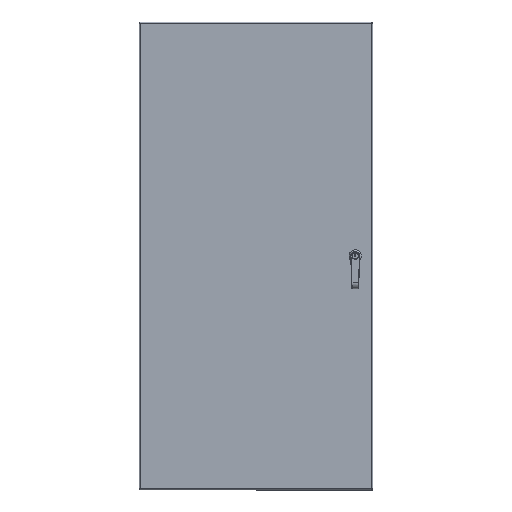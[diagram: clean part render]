
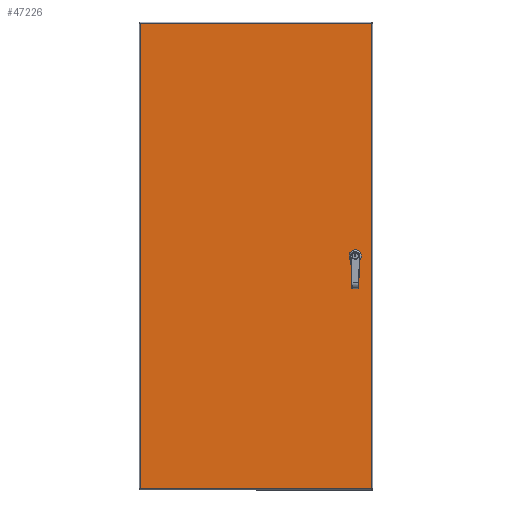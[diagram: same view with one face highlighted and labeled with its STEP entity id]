
A CAD part, front view. The second image highlights one B-rep face of the part: STEP entity #47226.
In plain terms, the highlighted planar face has unit normal (0, -1, 0).
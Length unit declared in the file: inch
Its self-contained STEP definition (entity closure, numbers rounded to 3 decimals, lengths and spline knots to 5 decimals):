
#2212 = ORIENTED_EDGE ( 'NONE', *, *, #74375, .T. ) ;
#2719 = DIRECTION ( 'NONE',  ( 0., 0., -1. ) ) ;
#3437 = EDGE_CURVE ( 'NONE', #43436, #72540, #63237, .T. ) ;
#4715 = VECTOR ( 'NONE', #9955, 39.37008 ) ;
#5405 = EDGE_CURVE ( 'NONE', #17636, #77895, #61587, .T. ) ;
#5979 = LINE ( 'NONE', #54808, #26787 ) ;
#6959 = VERTEX_POINT ( 'NONE', #13592 ) ;
#7491 = DIRECTION ( 'NONE',  ( 0., -1., 0. ) ) ;
#8207 = CARTESIAN_POINT ( 'NONE',  ( 11.865, -8.837, 23.876 ) ) ;
#9955 = DIRECTION ( 'NONE',  ( 0., 0., 1. ) ) ;
#11294 = VECTOR ( 'NONE', #68974, 39.37008 ) ;
#11335 = CARTESIAN_POINT ( 'NONE',  ( 9.946, -8.837, -0.396 ) ) ;
#12397 = CARTESIAN_POINT ( 'NONE',  ( -11.888, -8.837, -23.877 ) ) ;
#13592 = CARTESIAN_POINT ( 'NONE',  ( 9.946, -8.837, 0.395 ) ) ;
#15469 = DIRECTION ( 'NONE',  ( 1., 0., 0. ) ) ;
#16010 = ORIENTED_EDGE ( 'NONE', *, *, #16101, .T. ) ;
#16101 = EDGE_CURVE ( 'NONE', #73224, #47132, #61828, .T. ) ;
#17636 = VERTEX_POINT ( 'NONE', #12397 ) ;
#19641 = VERTEX_POINT ( 'NONE', #20292 ) ;
#20077 = VERTEX_POINT ( 'NONE', #70091 ) ;
#20292 = CARTESIAN_POINT ( 'NONE',  ( 9.7815, -8.837, 0.2305 ) ) ;
#21057 = LINE ( 'NONE', #45284, #48668 ) ;
#21369 = DIRECTION ( 'NONE',  ( 0., 0., -1. ) ) ;
#21518 = ORIENTED_EDGE ( 'NONE', *, *, #36220, .T. ) ;
#22329 = EDGE_LOOP ( 'NONE', ( #2212, #62078, #55893, #35889 ) ) ;
#23245 = EDGE_CURVE ( 'NONE', #43638, #19641, #26511, .T. ) ;
#24989 = CARTESIAN_POINT ( 'NONE',  ( 10.5725, -8.837, -0.2315 ) ) ;
#25296 = CARTESIAN_POINT ( 'NONE',  ( 10.408, -8.837, 0.395 ) ) ;
#26511 = LINE ( 'NONE', #38819, #37669 ) ;
#26526 = LINE ( 'NONE', #75751, #59856 ) ;
#26787 = VECTOR ( 'NONE', #43719, 39.37008 ) ;
#26938 = CARTESIAN_POINT ( 'NONE',  ( 9.946, -8.837, 0.395 ) ) ;
#27589 = CARTESIAN_POINT ( 'NONE',  ( 10.408, -8.837, 0.395 ) ) ;
#27799 = CARTESIAN_POINT ( 'NONE',  ( 10.408, -8.837, 0.395 ) ) ;
#30000 = VERTEX_POINT ( 'NONE', #73867 ) ;
#30777 = LINE ( 'NONE', #11335, #51207 ) ;
#32505 = DIRECTION ( 'NONE',  ( 0.707, 0., 0.707 ) ) ;
#32520 = PLANE ( 'NONE',  #66216 ) ;
#33140 = DIRECTION ( 'NONE',  ( 0.707, 0., -0.707 ) ) ;
#34979 = CARTESIAN_POINT ( 'NONE',  ( 11.865, -8.837, -23.877 ) ) ;
#35889 = ORIENTED_EDGE ( 'NONE', *, *, #5405, .T. ) ;
#35967 = DIRECTION ( 'NONE',  ( -1., 0., 0. ) ) ;
#36220 = EDGE_CURVE ( 'NONE', #19641, #6959, #38860, .T. ) ;
#37145 = ORIENTED_EDGE ( 'NONE', *, *, #56907, .T. ) ;
#37669 = VECTOR ( 'NONE', #62211, 39.37008 ) ;
#38819 = CARTESIAN_POINT ( 'NONE',  ( 9.7815, -8.837, 0.2305 ) ) ;
#38860 = LINE ( 'NONE', #26938, #72318 ) ;
#38875 = FACE_BOUND ( 'NONE', #63868, .T. ) ;
#39392 = ORIENTED_EDGE ( 'NONE', *, *, #23245, .T. ) ;
#39578 = CARTESIAN_POINT ( 'NONE',  ( 11.865, -8.837, -23.877 ) ) ;
#40252 = CARTESIAN_POINT ( 'NONE',  ( -11.888, -8.837, 23.876 ) ) ;
#42984 = DIRECTION ( 'NONE',  ( 1., 0., 0. ) ) ;
#43436 = VERTEX_POINT ( 'NONE', #8207 ) ;
#43638 = VERTEX_POINT ( 'NONE', #65731 ) ;
#43674 = FACE_OUTER_BOUND ( 'NONE', #22329, .T. ) ;
#43719 = DIRECTION ( 'NONE',  ( -0.707, 0., -0.707 ) ) ;
#44786 = CARTESIAN_POINT ( 'NONE',  ( 10.5725, -8.837, -0.2315 ) ) ;
#45234 = EDGE_CURVE ( 'NONE', #66184, #73224, #57743, .T. ) ;
#45284 = CARTESIAN_POINT ( 'NONE',  ( 9.7815, -8.837, -0.2315 ) ) ;
#47132 = VERTEX_POINT ( 'NONE', #24989 ) ;
#47226 = ADVANCED_FACE ( 'NONE', ( #43674, #38875 ), #32520, .T. ) ;
#48668 = VECTOR ( 'NONE', #75031, 39.37008 ) ;
#49535 = EDGE_CURVE ( 'NONE', #20077, #30000, #30777, .T. ) ;
#50099 = CARTESIAN_POINT ( 'NONE',  ( -11.888, -8.837, -23.877 ) ) ;
#50449 = CARTESIAN_POINT ( 'NONE',  ( 10.5725, -8.837, 0.2305 ) ) ;
#51207 = VECTOR ( 'NONE', #35967, 39.37008 ) ;
#52972 = ORIENTED_EDGE ( 'NONE', *, *, #45234, .T. ) ;
#54808 = CARTESIAN_POINT ( 'NONE',  ( 10.5725, -8.837, -0.2315 ) ) ;
#55893 = ORIENTED_EDGE ( 'NONE', *, *, #59137, .T. ) ;
#56773 = ORIENTED_EDGE ( 'NONE', *, *, #69050, .T. ) ;
#56774 = LINE ( 'NONE', #27799, #60351 ) ;
#56907 = EDGE_CURVE ( 'NONE', #47132, #20077, #5979, .T. ) ;
#56997 = VECTOR ( 'NONE', #33140, 39.37008 ) ;
#57743 = LINE ( 'NONE', #27589, #56997 ) ;
#59137 = EDGE_CURVE ( 'NONE', #72540, #17636, #26526, .T. ) ;
#59495 = CARTESIAN_POINT ( 'NONE',  ( -11.888, -8.837, 23.876 ) ) ;
#59856 = VECTOR ( 'NONE', #21369, 39.37008 ) ;
#60351 = VECTOR ( 'NONE', #15469, 39.37008 ) ;
#61062 = EDGE_CURVE ( 'NONE', #30000, #43638, #21057, .T. ) ;
#61587 = LINE ( 'NONE', #50099, #71897 ) ;
#61828 = LINE ( 'NONE', #44786, #11294 ) ;
#62078 = ORIENTED_EDGE ( 'NONE', *, *, #3437, .T. ) ;
#62211 = DIRECTION ( 'NONE',  ( 0., 0., 1. ) ) ;
#63237 = LINE ( 'NONE', #40252, #75592 ) ;
#63868 = EDGE_LOOP ( 'NONE', ( #39392, #21518, #56773, #52972, #16010, #37145, #67163, #67553 ) ) ;
#65731 = CARTESIAN_POINT ( 'NONE',  ( 9.7815, -8.837, -0.2315 ) ) ;
#66184 = VERTEX_POINT ( 'NONE', #25296 ) ;
#66216 = AXIS2_PLACEMENT_3D ( 'NONE', #74212, #7491, #2719 ) ;
#67163 = ORIENTED_EDGE ( 'NONE', *, *, #49535, .T. ) ;
#67553 = ORIENTED_EDGE ( 'NONE', *, *, #61062, .T. ) ;
#68974 = DIRECTION ( 'NONE',  ( 0., 0., -1. ) ) ;
#69050 = EDGE_CURVE ( 'NONE', #6959, #66184, #56774, .T. ) ;
#70091 = CARTESIAN_POINT ( 'NONE',  ( 10.408, -8.837, -0.396 ) ) ;
#71095 = LINE ( 'NONE', #34979, #4715 ) ;
#71897 = VECTOR ( 'NONE', #42984, 39.37008 ) ;
#72318 = VECTOR ( 'NONE', #32505, 39.37008 ) ;
#72540 = VERTEX_POINT ( 'NONE', #59495 ) ;
#73224 = VERTEX_POINT ( 'NONE', #50449 ) ;
#73867 = CARTESIAN_POINT ( 'NONE',  ( 9.946, -8.837, -0.396 ) ) ;
#74212 = CARTESIAN_POINT ( 'NONE',  ( -11.888, -8.837, -23.877 ) ) ;
#74375 = EDGE_CURVE ( 'NONE', #77895, #43436, #71095, .T. ) ;
#75031 = DIRECTION ( 'NONE',  ( -0.707, 0., 0.707 ) ) ;
#75592 = VECTOR ( 'NONE', #76768, 39.37008 ) ;
#75751 = CARTESIAN_POINT ( 'NONE',  ( -11.888, -8.837, -23.877 ) ) ;
#76768 = DIRECTION ( 'NONE',  ( -1., 0., 0. ) ) ;
#77895 = VERTEX_POINT ( 'NONE', #39578 ) ;
